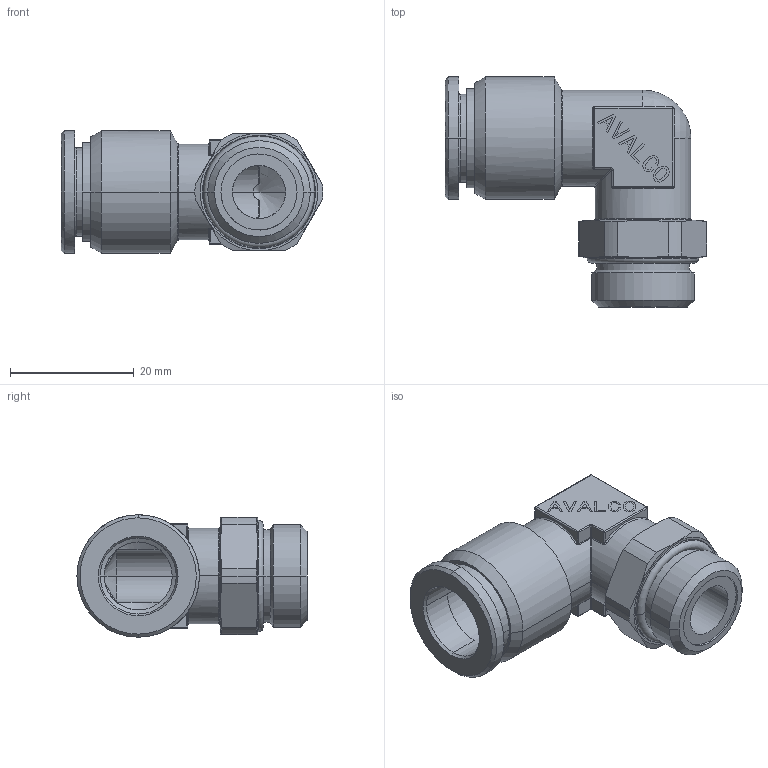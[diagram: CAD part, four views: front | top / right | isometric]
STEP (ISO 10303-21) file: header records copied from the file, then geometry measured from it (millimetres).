
FILE_DESCRIPTION(('CATIA V5 STEP Exchange'),'2;1');
FILE_NAME('PR507B-12G38.stp','2018-04-14T15:00:15+00:00',('none'),('none'),'CATIA Version 5 Release 21 GA (IN-10)','CATIA V5 STEP AP203','none');
FILE_SCHEMA(('CONFIG_CONTROL_DESIGN'));
Length unit declared in the file: millimetre
Products named in the file (1): PR507B-12G38
Bounding box: 42.35 x 37.2 x 19.8 mm (x, y, z)
Volume: 8930.9 mm3; surface area: 6808 mm2
Topology: 2 solids, 2 shells, 428 faces, 1074 edges, 672 vertices
Faces by surface type: plane 256, cylinder 72, cone 44, torus 28, sphere 16, bspline 12
Entity records: 13779 total; most frequent: CARTESIAN_POINT 4047, ORIENTED_EDGE 2140, DIRECTION 1695, EDGE_CURVE 1070, VECTOR 757, LINE 757, VERTEX_POINT 672, AXIS2_PLACEMENT_3D 565
